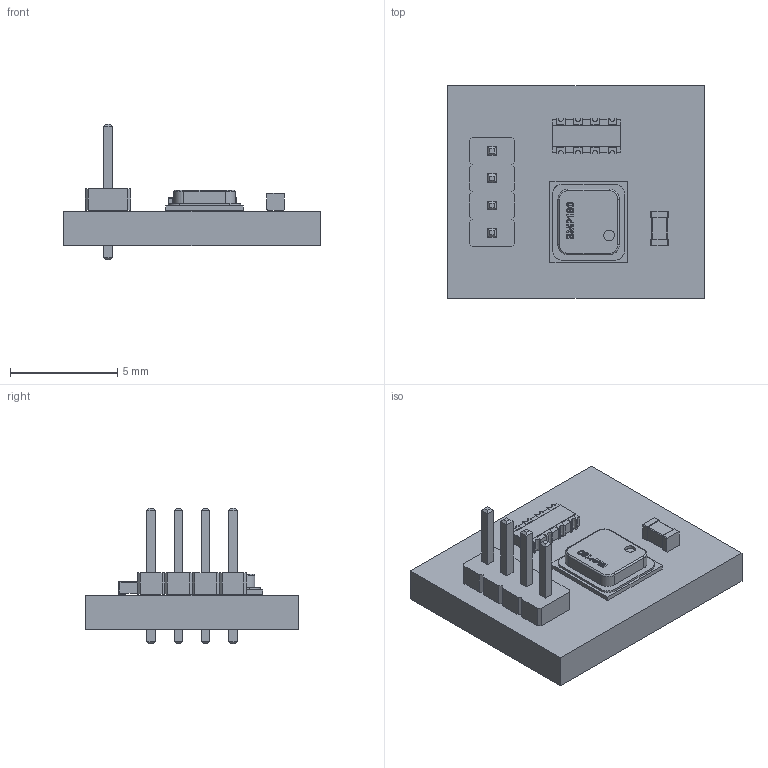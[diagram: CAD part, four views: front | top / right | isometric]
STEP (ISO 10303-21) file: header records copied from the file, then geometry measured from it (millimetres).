
FILE_DESCRIPTION(('KiCad electronic assembly'),'2;1');
FILE_NAME('bmp180_tryout.step','2022-02-01T23:51:47',('Pcbnew'),('Kicad' ),'Open CASCADE STEP processor 7.5','KiCad to STEP converter', 'Unknown');
FILE_SCHEMA(('AUTOMOTIVE_DESIGN { 1 0 10303 214 1 1 1 1 }'));
Length unit declared in the file: millimetre
Products named in the file (10): bmp180_tryout 1; C_0603_1608Metric; SOLID; R_Array_Concave_4x0603; BMP180; COMPOUND; PinHeader_1x04_P1.27mm_Vertical; bmp180_tryout PCB
Assembly tree (9 placements, depth 3):
  bmp180_tryout 1
    C_0603_1608Metric
      SOLID
    R_Array_Concave_4x0603
      SOLID
    BMP180
      COMPOUND
    PinHeader_1x04_P1.27mm_Vertical
      SOLID
    bmp180_tryout PCB
Bounding box: 11.94 x 9.91 x 6.3 mm (x, y, z)
Volume: 213.8 mm3; surface area: 447 mm2
Topology: 5 solids, 5 shells, 440 faces, 1197 edges, 794 vertices
Faces by surface type: bspline 430, plane 6, cylinder 4
Full cylindrical faces by diameter (mm): 0.65 x4
Entity records: 43258 total; most frequent: CARTESIAN_POINT 25600, B_SPLINE_CURVE_WITH_KNOTS 3207, ORIENTED_EDGE 2394, PCURVE 2394, DEFINITIONAL_REPRESENTATION 2394, EDGE_CURVE 1197, SURFACE_CURVE 1192, VERTEX_POINT 794
